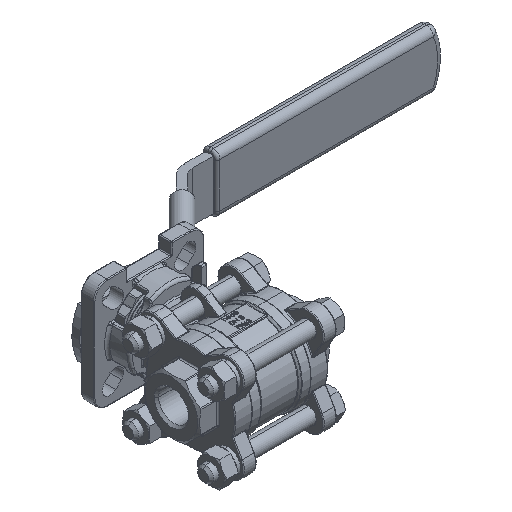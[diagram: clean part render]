
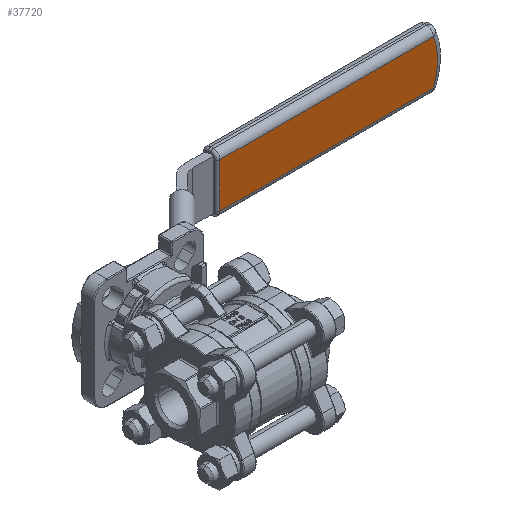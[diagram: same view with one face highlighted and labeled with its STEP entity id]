
A CAD part, isometric view. The second image highlights one B-rep face of the part: STEP entity #37720.
In plain terms, the highlighted planar face has unit normal (0, -1, 0).
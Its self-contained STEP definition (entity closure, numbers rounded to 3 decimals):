
#2487 = DIRECTION ( 'NONE',  ( 1., 0., 0. ) ) ;
#6386 = EDGE_CURVE ( 'NONE', #42605, #37034, #57780, .T. ) ;
#6632 = DIRECTION ( 'NONE',  ( -1., 0., 0. ) ) ;
#9755 = LINE ( 'NONE', #31024, #37431 ) ;
#11954 = CARTESIAN_POINT ( 'NONE',  ( 117.999, 64., 0. ) ) ;
#13895 = VERTEX_POINT ( 'NONE', #16447 ) ;
#14279 = DIRECTION ( 'NONE',  ( -1., 0., 0. ) ) ;
#14346 = CARTESIAN_POINT ( 'NONE',  ( 57.485, 64., -8.5 ) ) ;
#16447 = CARTESIAN_POINT ( 'NONE',  ( 138.832, 64., -8.5 ) ) ;
#18665 = CARTESIAN_POINT ( 'NONE',  ( 138.832, 64., 8.5 ) ) ;
#19630 = CARTESIAN_POINT ( 'NONE',  ( 143., 64., 8.5 ) ) ;
#21949 = ORIENTED_EDGE ( 'NONE', *, *, #70406, .T. ) ;
#23043 = PLANE ( 'NONE',  #26685 ) ;
#24176 = CARTESIAN_POINT ( 'NONE',  ( 140.449, 64., -8.5 ) ) ;
#26685 = AXIS2_PLACEMENT_3D ( 'NONE', #34436, #67232, #44568 ) ;
#26850 = EDGE_CURVE ( 'NONE', #37034, #51046, #9755, .T. ) ;
#31024 = CARTESIAN_POINT ( 'NONE',  ( 57.485, 64., 11. ) ) ;
#34436 = CARTESIAN_POINT ( 'NONE',  ( 143., 64., 11. ) ) ;
#37034 = VERTEX_POINT ( 'NONE', #58096 ) ;
#37431 = VECTOR ( 'NONE', #52789, 1000. ) ;
#37720 = ADVANCED_FACE ( 'NONE', ( #45482 ), #23043, .F. ) ;
#37961 = EDGE_LOOP ( 'NONE', ( #54042, #21949, #70528, #51116 ) ) ;
#38606 = CIRCLE ( 'NONE', #55216, 22.5 ) ;
#42605 = VERTEX_POINT ( 'NONE', #18665 ) ;
#43912 = VECTOR ( 'NONE', #14279, 1000. ) ;
#44568 = DIRECTION ( 'NONE',  ( -1., 0., 0. ) ) ;
#45482 = FACE_OUTER_BOUND ( 'NONE', #37961, .T. ) ;
#50807 = EDGE_CURVE ( 'NONE', #13895, #42605, #38606, .T. ) ;
#51046 = VERTEX_POINT ( 'NONE', #14346 ) ;
#51116 = ORIENTED_EDGE ( 'NONE', *, *, #6386, .T. ) ;
#52789 = DIRECTION ( 'NONE',  ( 0., 0., -1. ) ) ;
#54042 = ORIENTED_EDGE ( 'NONE', *, *, #26850, .T. ) ;
#55216 = AXIS2_PLACEMENT_3D ( 'NONE', #11954, #56235, #6632 ) ;
#55552 = VECTOR ( 'NONE', #2487, 1000. ) ;
#56235 = DIRECTION ( 'NONE',  ( 0., -1., 0. ) ) ;
#57780 = LINE ( 'NONE', #19630, #43912 ) ;
#58096 = CARTESIAN_POINT ( 'NONE',  ( 57.485, 64., 8.5 ) ) ;
#61516 = LINE ( 'NONE', #24176, #55552 ) ;
#67232 = DIRECTION ( 'NONE',  ( 0., 1., 0. ) ) ;
#70406 = EDGE_CURVE ( 'NONE', #51046, #13895, #61516, .T. ) ;
#70528 = ORIENTED_EDGE ( 'NONE', *, *, #50807, .T. ) ;
